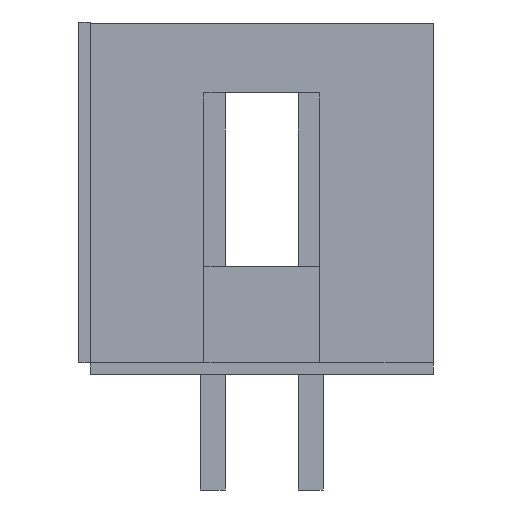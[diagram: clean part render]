
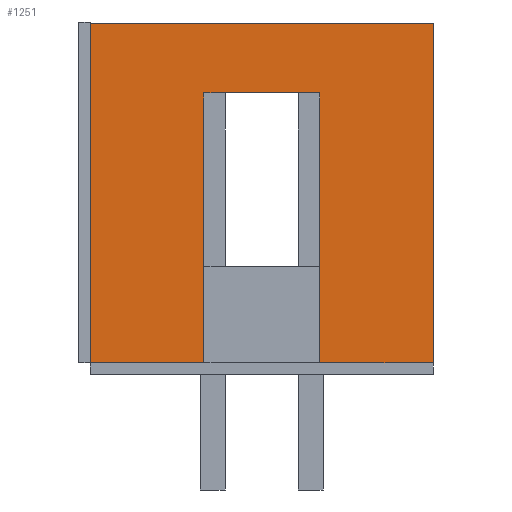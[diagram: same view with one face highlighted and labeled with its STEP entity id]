
A CAD part, left-side view. The second image highlights one B-rep face of the part: STEP entity #1251.
In plain terms, the highlighted planar face has unit normal (-1, 0, 0).
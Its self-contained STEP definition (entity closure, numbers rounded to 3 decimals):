
#17 = CARTESIAN_POINT ( 'NONE',  ( 0., 0., 7. ) ) ;
#18 = DIRECTION ( 'NONE',  ( 0., -1., 0. ) ) ;
#246 = CARTESIAN_POINT ( 'NONE',  ( 0., 0., 0. ) ) ;
#247 = DIRECTION ( 'NONE',  ( 0., -1., 0. ) ) ;
#258 = CARTESIAN_POINT ( 'NONE',  ( 0., 0., 0. ) ) ;
#259 = DIRECTION ( 'NONE',  ( 0., -1., 0. ) ) ;
#929 = AXIS2_PLACEMENT_3D ( 'NONE', #8215, #8216, #8217 ) ;
#1251 = ADVANCED_FACE ( 'NONE', ( #6701 ), #8214, .F. ) ;
#1574 = VECTOR ( 'NONE', #8163, 1000. ) ;
#1577 = VECTOR ( 'NONE', #247, 1000. ) ;
#1741 = VECTOR ( 'NONE', #18, 1000. ) ;
#1800 = VECTOR ( 'NONE', #3115, 1000. ) ;
#1812 = VECTOR ( 'NONE', #3117, 1000. ) ;
#1899 = VECTOR ( 'NONE', #4459, 1000. ) ;
#1955 = VECTOR ( 'NONE', #4447, 1000. ) ;
#1986 = VECTOR ( 'NONE', #259, 1000. ) ;
#2147 = LINE ( 'NONE', #4446, #1955 ) ;
#2153 = LINE ( 'NONE', #4458, #1899 ) ;
#2171 = LINE ( 'NONE', #3114, #1800 ) ;
#2172 = LINE ( 'NONE', #3116, #1812 ) ;
#2320 = LINE ( 'NONE', #8162, #1574 ) ;
#2621 = CARTESIAN_POINT ( 'NONE',  ( 0., 8.9, 0. ) ) ;
#2622 = CARTESIAN_POINT ( 'NONE',  ( 0., 8.9, 8.8 ) ) ;
#2632 = CARTESIAN_POINT ( 'NONE',  ( 0., 0., 0. ) ) ;
#2633 = CARTESIAN_POINT ( 'NONE',  ( 0., 2.95, 0. ) ) ;
#2636 = CARTESIAN_POINT ( 'NONE',  ( 0., 5.95, 0. ) ) ;
#2645 = CARTESIAN_POINT ( 'NONE',  ( 0., 2.95, 7. ) ) ;
#2646 = CARTESIAN_POINT ( 'NONE',  ( 0., 0., 8.8 ) ) ;
#2647 = CARTESIAN_POINT ( 'NONE',  ( 0., 5.95, 7. ) ) ;
#2996 = LINE ( 'NONE', #246, #1577 ) ;
#3002 = LINE ( 'NONE', #258, #1986 ) ;
#3017 = LINE ( 'NONE', #17, #1741 ) ;
#3114 = CARTESIAN_POINT ( 'NONE',  ( 0., 0., 8.8 ) ) ;
#3115 = DIRECTION ( 'NONE',  ( 0., -1., 0. ) ) ;
#3116 = CARTESIAN_POINT ( 'NONE',  ( 0., 2.95, 8.8 ) ) ;
#3117 = DIRECTION ( 'NONE',  ( 0., 0., -1. ) ) ;
#3477 = EDGE_LOOP ( 'NONE', ( #7226, #7271, #7267, #7244, #7277, #7235, #7242, #7096 ) ) ;
#3625 = VERTEX_POINT ( 'NONE', #2621 ) ;
#3626 = VERTEX_POINT ( 'NONE', #2622 ) ;
#3636 = VERTEX_POINT ( 'NONE', #2632 ) ;
#3637 = VERTEX_POINT ( 'NONE', #2633 ) ;
#3640 = VERTEX_POINT ( 'NONE', #2636 ) ;
#3649 = VERTEX_POINT ( 'NONE', #2645 ) ;
#3650 = VERTEX_POINT ( 'NONE', #2646 ) ;
#3651 = VERTEX_POINT ( 'NONE', #2647 ) ;
#4446 = CARTESIAN_POINT ( 'NONE',  ( 0., 0., 8.8 ) ) ;
#4447 = DIRECTION ( 'NONE',  ( 0., 0., -1. ) ) ;
#4458 = CARTESIAN_POINT ( 'NONE',  ( 0., 5.95, 8.8 ) ) ;
#4459 = DIRECTION ( 'NONE',  ( 0., 0., 1. ) ) ;
#4661 = EDGE_CURVE ( 'NONE', #3625, #3640, #2996, .T. ) ;
#4667 = EDGE_CURVE ( 'NONE', #3637, #3636, #3002, .T. ) ;
#4682 = EDGE_CURVE ( 'NONE', #3651, #3649, #3017, .T. ) ;
#4714 = EDGE_CURVE ( 'NONE', #3650, #3636, #2147, .T. ) ;
#4720 = EDGE_CURVE ( 'NONE', #3640, #3651, #2153, .T. ) ;
#4738 = EDGE_CURVE ( 'NONE', #3626, #3650, #2171, .T. ) ;
#4739 = EDGE_CURVE ( 'NONE', #3649, #3637, #2172, .T. ) ;
#4887 = EDGE_CURVE ( 'NONE', #3626, #3625, #2320, .T. ) ;
#6701 = FACE_OUTER_BOUND ( 'NONE', #3477, .T. ) ;
#7096 = ORIENTED_EDGE ( 'NONE', *, *, #4682, .T. ) ;
#7226 = ORIENTED_EDGE ( 'NONE', *, *, #4739, .T. ) ;
#7235 = ORIENTED_EDGE ( 'NONE', *, *, #4661, .T. ) ;
#7242 = ORIENTED_EDGE ( 'NONE', *, *, #4720, .T. ) ;
#7244 = ORIENTED_EDGE ( 'NONE', *, *, #4738, .F. ) ;
#7267 = ORIENTED_EDGE ( 'NONE', *, *, #4714, .F. ) ;
#7271 = ORIENTED_EDGE ( 'NONE', *, *, #4667, .T. ) ;
#7277 = ORIENTED_EDGE ( 'NONE', *, *, #4887, .T. ) ;
#8162 = CARTESIAN_POINT ( 'NONE',  ( 0., 8.9, 8.8 ) ) ;
#8163 = DIRECTION ( 'NONE',  ( 0., 0., -1. ) ) ;
#8214 = PLANE ( 'NONE',  #929 ) ;
#8215 = CARTESIAN_POINT ( 'NONE',  ( 0., 0., 8.8 ) ) ;
#8216 = DIRECTION ( 'NONE',  ( 1., 0., 0. ) ) ;
#8217 = DIRECTION ( 'NONE',  ( 0., 0., -1. ) ) ;
